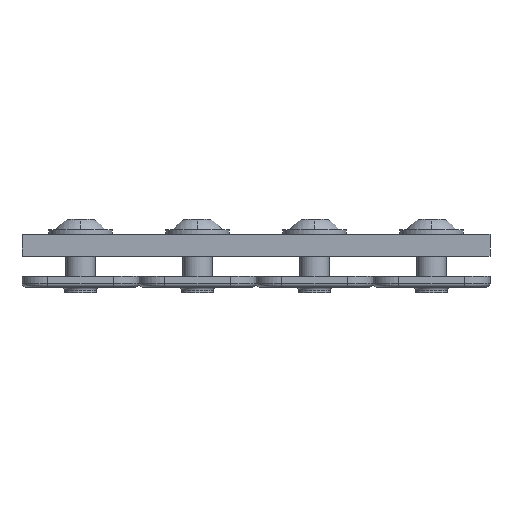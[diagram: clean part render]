
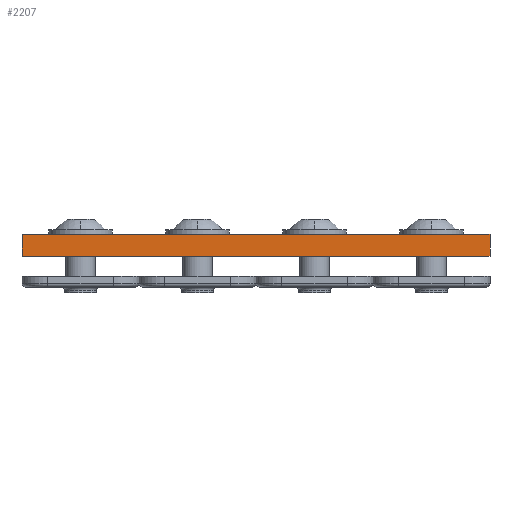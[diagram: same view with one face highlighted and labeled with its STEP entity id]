
A CAD part, left-side view. The second image highlights one B-rep face of the part: STEP entity #2207.
In plain terms, the highlighted planar face has unit normal (-1, 0, 0).
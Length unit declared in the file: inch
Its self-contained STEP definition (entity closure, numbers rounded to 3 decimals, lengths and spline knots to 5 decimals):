
#133 = CARTESIAN_POINT ( 'NONE',  ( 0., 4., 0.188 ) ) ;
#255 = LINE ( 'NONE', #256, #257 ) ;
#256 = CARTESIAN_POINT ( 'NONE',  ( 0., 4., 0.188 ) ) ;
#257 = VECTOR ( 'NONE', #258, 39.37008 ) ;
#258 = DIRECTION ( 'NONE',  ( 0., 0., -1. ) ) ;
#259 = LINE ( 'NONE', #260, #261 ) ;
#260 = CARTESIAN_POINT ( 'NONE',  ( 0., 0., 0.188 ) ) ;
#261 = VECTOR ( 'NONE', #262, 39.37008 ) ;
#262 = DIRECTION ( 'NONE',  ( 0., -1., 0. ) ) ;
#428 = FACE_OUTER_BOUND ( 'NONE', #2187, .T. ) ;
#429 = PLANE ( 'NONE',  #430 ) ;
#430 = AXIS2_PLACEMENT_3D ( 'NONE', #431, #432, #433 ) ;
#431 = CARTESIAN_POINT ( 'NONE',  ( 0., 0., 0.188 ) ) ;
#432 = DIRECTION ( 'NONE',  ( 1., 0., 0. ) ) ;
#433 = DIRECTION ( 'NONE',  ( 0., 0., -1. ) ) ;
#435 = LINE ( 'NONE', #436, #437 ) ;
#436 = CARTESIAN_POINT ( 'NONE',  ( 0., 0., 0.188 ) ) ;
#437 = VECTOR ( 'NONE', #438, 39.37008 ) ;
#438 = DIRECTION ( 'NONE',  ( 0., 0., -1. ) ) ;
#697 = CARTESIAN_POINT ( 'NONE',  ( 0., 4., 0. ) ) ;
#857 = CARTESIAN_POINT ( 'NONE',  ( 0., 0., 0.188 ) ) ;
#926 = CARTESIAN_POINT ( 'NONE',  ( 0., 0., 0. ) ) ;
#1022 = ORIENTED_EDGE ( 'NONE', *, *, #1502, .T. ) ;
#1037 = LINE ( 'NONE', #1038, #1039 ) ;
#1038 = CARTESIAN_POINT ( 'NONE',  ( 0., 0., 0. ) ) ;
#1039 = VECTOR ( 'NONE', #1043, 39.37008 ) ;
#1043 = DIRECTION ( 'NONE',  ( 0., -1., 0. ) ) ;
#1298 = VERTEX_POINT ( 'NONE', #133 ) ;
#1502 = EDGE_CURVE ( 'NONE', #1298, #2057, #255, .T. ) ;
#1503 = EDGE_CURVE ( 'NONE', #1298, #2083, #259, .T. ) ;
#1829 = EDGE_CURVE ( 'NONE', #2083, #2271, #435, .T. ) ;
#1847 = ORIENTED_EDGE ( 'NONE', *, *, #1503, .F. ) ;
#2057 = VERTEX_POINT ( 'NONE', #697 ) ;
#2066 = ORIENTED_EDGE ( 'NONE', *, *, #1829, .F. ) ;
#2083 = VERTEX_POINT ( 'NONE', #857 ) ;
#2103 = EDGE_CURVE ( 'NONE', #2057, #2271, #1037, .T. ) ;
#2143 = ORIENTED_EDGE ( 'NONE', *, *, #2103, .T. ) ;
#2187 = EDGE_LOOP ( 'NONE', ( #2143, #2066, #1847, #1022 ) ) ;
#2207 = ADVANCED_FACE ( 'NONE', ( #428 ), #429, .F. ) ;
#2271 = VERTEX_POINT ( 'NONE', #926 ) ;
